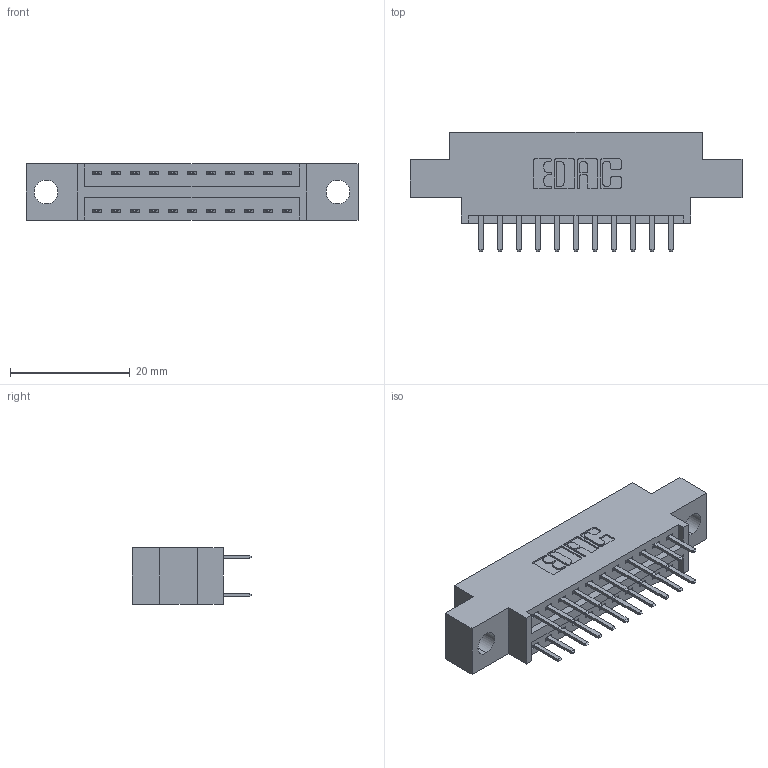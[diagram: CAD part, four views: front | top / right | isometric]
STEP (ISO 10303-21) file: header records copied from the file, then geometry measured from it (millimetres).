
FILE_DESCRIPTION (( 'STEP AP203' ), '1' );
FILE_NAME ('346-022-520-804.STEP', '2022-05-18T20:40:37', ( '' ), ( '' ), 'SwSTEP 2.0', 'SolidWorks 2020', '' );
FILE_SCHEMA (( 'CONFIG_CONTROL_DESIGN' ));
Length unit declared in the file: inch
Products named in the file (3): 346 Part_0.170 Offset - 0.156 Dia-TH; 345-292-001_345-293-120; 346-022-520-804
Assembly tree (23 placements, depth 2):
  346-022-520-804
    346 Part_0.170 Offset - 0.156 Dia-TH
    345-292-001_345-293-120  x22
Bounding box: 55.5 x 20.02 x 9.4 mm (x, y, z)
Volume: 4900.8 mm3; surface area: 6254.1 mm2
Topology: 23 solids, 23 shells, 1372 faces, 3963 edges, 2582 vertices
Faces by surface type: plane 908, cylinder 464
Entity records: 12017 total; most frequent: CARTESIAN_POINT 2042, ORIENTED_EDGE 1962, DIRECTION 1837, EDGE_CURVE 981, VECTOR 801, LINE 801, VERTEX_POINT 650, AXIS2_PLACEMENT_3D 518
